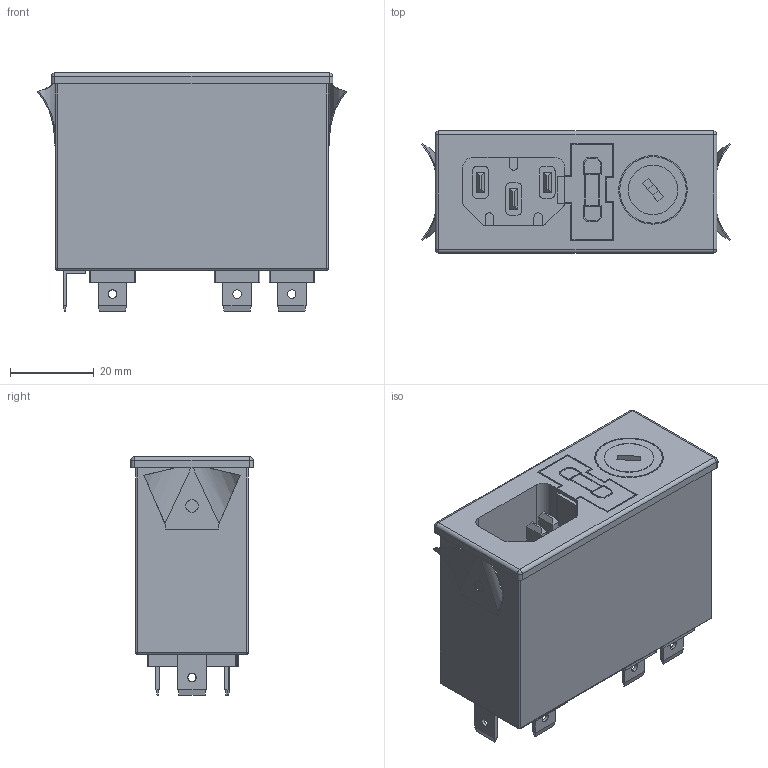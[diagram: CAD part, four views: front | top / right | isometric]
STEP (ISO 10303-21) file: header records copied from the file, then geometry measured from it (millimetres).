
FILE_DESCRIPTION (( 'STEP AP203' ), '1' );
FILE_NAME ('83510071.STEP', '2007-08-06T21:37:14', ( ' ' ), ( ' ' ), 'SwSTEP 2.0', 'SolidWorks 2007', '' );
FILE_SCHEMA (( 'CONFIG_CONTROL_DESIGN' ));
Length unit declared in the file: millimetre
Products named in the file (1): 83510071
Bounding box: 73.66 x 29.2 x 56.95 mm (x, y, z)
Volume: 78135.4 mm3; surface area: 20009 mm2
Topology: 1 solids, 1 shells, 385 faces, 991 edges, 632 vertices
Faces by surface type: plane 292, cylinder 85, sphere 8
Entity records: 11556 total; most frequent: CARTESIAN_POINT 2073, ORIENTED_EDGE 1966, DIRECTION 1885, EDGE_CURVE 983, VECTOR 805, LINE 805, VERTEX_POINT 632, AXIS2_PLACEMENT_3D 540
